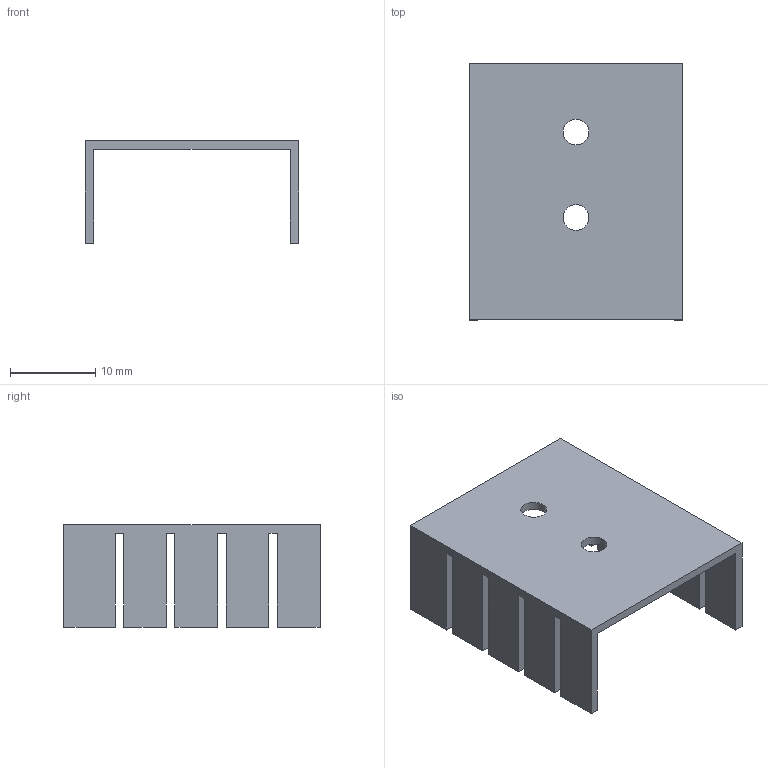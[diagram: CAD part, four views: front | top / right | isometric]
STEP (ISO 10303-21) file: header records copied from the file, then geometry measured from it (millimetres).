
FILE_DESCRIPTION(('STEP AP203'), '1');
FILE_NAME('櫻蠉錪', '', ('UNSPECIFIED'), ('UNSPECIFIED'), 'ASCON STEP Converter 1.3', 'ASCON Math Kernel', '');
FILE_SCHEMA(('CONFIG_CONTROL_DESIGN'));
Length unit declared in the file: millimetre
Bounding box: 25 x 30 x 12 mm (x, y, z)
Volume: 1307.9 mm3; surface area: 2964.6 mm2
Topology: 1 solids, 1 shells, 44 faces, 126 edges, 84 vertices
Faces by surface type: plane 42, cylinder 2
Full cylindrical faces by diameter (mm): 3 x2
Entity records: 1808 total; most frequent: CARTESIAN_POINT 253, ORIENTED_EDGE 248, DIRECTION 218, EDGE_CURVE 124, LINE 120, VECTOR 120, VERTEX_POINT 84, EDGE_LOOP 50
